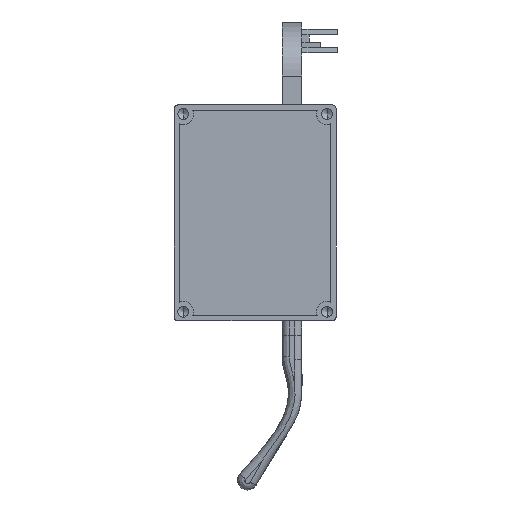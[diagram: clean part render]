
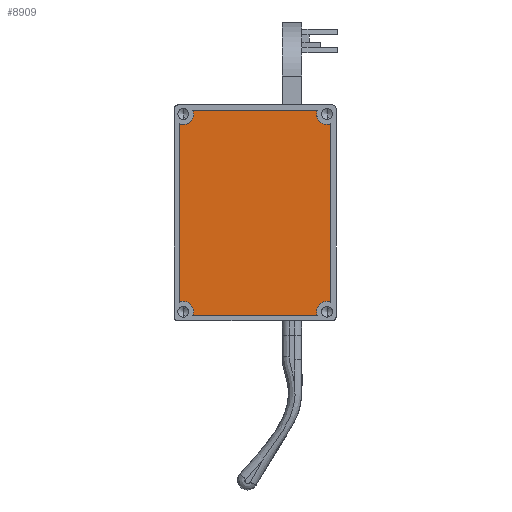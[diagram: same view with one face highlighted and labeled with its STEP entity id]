
A CAD part, left-side view. The second image highlights one B-rep face of the part: STEP entity #8909.
In plain terms, the highlighted planar face has unit normal (-1, 0, 0).
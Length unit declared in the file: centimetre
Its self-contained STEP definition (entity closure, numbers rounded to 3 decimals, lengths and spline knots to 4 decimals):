
#401 = VERTEX_POINT ( 'NONE', #6241 ) ;
#465 = VERTEX_POINT ( 'NONE', #5337 ) ;
#488 = ORIENTED_EDGE ( 'NONE', *, *, #10806, .T. ) ;
#900 = ORIENTED_EDGE ( 'NONE', *, *, #13494, .F. ) ;
#1630 = PLANE ( 'NONE',  #5753 ) ;
#1673 = DIRECTION ( 'NONE',  ( 0., 0., 1. ) ) ;
#1730 = VECTOR ( 'NONE', #4727, 100. ) ;
#1943 = ORIENTED_EDGE ( 'NONE', *, *, #7169, .T. ) ;
#2020 = LINE ( 'NONE', #8630, #5712 ) ;
#2284 = CARTESIAN_POINT ( 'NONE',  ( -7.14, -0.81, -7.96 ) ) ;
#2309 = ORIENTED_EDGE ( 'NONE', *, *, #4782, .F. ) ;
#2500 = EDGE_CURVE ( 'NONE', #3445, #12639, #8137, .T. ) ;
#2603 = DIRECTION ( 'NONE',  ( 0., 0., -1. ) ) ;
#2821 = CARTESIAN_POINT ( 'NONE',  ( -7.14, -0.81, -8.1 ) ) ;
#2920 = CARTESIAN_POINT ( 'NONE',  ( -7.14, 0.41, -2.1 ) ) ;
#2965 = DIRECTION ( 'NONE',  ( 0., 0., 1. ) ) ;
#2986 = LINE ( 'NONE', #2920, #8552 ) ;
#3121 = VERTEX_POINT ( 'NONE', #13072 ) ;
#3211 = CARTESIAN_POINT ( 'NONE',  ( -7.14, 0., -2.24 ) ) ;
#3445 = VERTEX_POINT ( 'NONE', #2284 ) ;
#3449 = DIRECTION ( 'NONE',  ( 0., -1., 0. ) ) ;
#3552 = LINE ( 'NONE', #7821, #6026 ) ;
#3618 = EDGE_CURVE ( 'NONE', #3445, #12276, #12083, .T. ) ;
#4540 = DIRECTION ( 'NONE',  ( 0., 1., 0. ) ) ;
#4564 = FACE_OUTER_BOUND ( 'NONE', #6527, .T. ) ;
#4586 = CARTESIAN_POINT ( 'NONE',  ( -7.14, 0., -7.96 ) ) ;
#4727 = DIRECTION ( 'NONE',  ( 0., 1., 0. ) ) ;
#4782 = EDGE_CURVE ( 'NONE', #12276, #465, #6466, .T. ) ;
#5337 = CARTESIAN_POINT ( 'NONE',  ( -7.14, 3.41, -2.24 ) ) ;
#5712 = VECTOR ( 'NONE', #3449, 100. ) ;
#5753 = AXIS2_PLACEMENT_3D ( 'NONE', #10938, #12190, #2603 ) ;
#5978 = ORIENTED_EDGE ( 'NONE', *, *, #6300, .T. ) ;
#6026 = VECTOR ( 'NONE', #4540, 100. ) ;
#6241 = CARTESIAN_POINT ( 'NONE',  ( -7.14, 0.41, -2.24 ) ) ;
#6300 = EDGE_CURVE ( 'NONE', #401, #465, #3552, .T. ) ;
#6466 = LINE ( 'NONE', #10741, #12259 ) ;
#6495 = LINE ( 'NONE', #3211, #10420 ) ;
#6527 = EDGE_LOOP ( 'NONE', ( #8014, #900, #5978, #2309, #13651, #9790, #488, #1943 ) ) ;
#6984 = LINE ( 'NONE', #11259, #13542 ) ;
#7169 = EDGE_CURVE ( 'NONE', #13818, #9787, #6984, .T. ) ;
#7821 = CARTESIAN_POINT ( 'NONE',  ( -7.14, 0., -2.24 ) ) ;
#8014 = ORIENTED_EDGE ( 'NONE', *, *, #11199, .F. ) ;
#8137 = LINE ( 'NONE', #2821, #11754 ) ;
#8492 = CARTESIAN_POINT ( 'NONE',  ( -7.14, 0.14, -2.1 ) ) ;
#8552 = VECTOR ( 'NONE', #12583, 100. ) ;
#8630 = CARTESIAN_POINT ( 'NONE',  ( -7.14, 0.55, -2.1 ) ) ;
#8909 = ADVANCED_FACE ( 'NONE', ( #4564 ), #1630, .F. ) ;
#9557 = DIRECTION ( 'NONE',  ( 0., 0., 1. ) ) ;
#9787 = VERTEX_POINT ( 'NONE', #8492 ) ;
#9790 = ORIENTED_EDGE ( 'NONE', *, *, #2500, .T. ) ;
#10420 = VECTOR ( 'NONE', #10838, 100. ) ;
#10613 = CARTESIAN_POINT ( 'NONE',  ( -7.14, -0.81, -2.24 ) ) ;
#10670 = CARTESIAN_POINT ( 'NONE',  ( -7.14, 0.14, -2.24 ) ) ;
#10741 = CARTESIAN_POINT ( 'NONE',  ( -7.14, 3.41, -2.1 ) ) ;
#10806 = EDGE_CURVE ( 'NONE', #12639, #13818, #6495, .T. ) ;
#10827 = CARTESIAN_POINT ( 'NONE',  ( -7.14, 3.41, -7.96 ) ) ;
#10838 = DIRECTION ( 'NONE',  ( 0., 1., 0. ) ) ;
#10938 = CARTESIAN_POINT ( 'NONE',  ( -7.14, 0.55, -2.1 ) ) ;
#11199 = EDGE_CURVE ( 'NONE', #3121, #9787, #2020, .T. ) ;
#11259 = CARTESIAN_POINT ( 'NONE',  ( -7.14, 0.14, -2.1 ) ) ;
#11754 = VECTOR ( 'NONE', #2965, 100. ) ;
#12083 = LINE ( 'NONE', #4586, #1730 ) ;
#12190 = DIRECTION ( 'NONE',  ( 1., 0., 0. ) ) ;
#12259 = VECTOR ( 'NONE', #9557, 100. ) ;
#12276 = VERTEX_POINT ( 'NONE', #10827 ) ;
#12583 = DIRECTION ( 'NONE',  ( 0., 0., 1. ) ) ;
#12639 = VERTEX_POINT ( 'NONE', #10613 ) ;
#13072 = CARTESIAN_POINT ( 'NONE',  ( -7.14, 0.41, -2.1 ) ) ;
#13494 = EDGE_CURVE ( 'NONE', #401, #3121, #2986, .T. ) ;
#13542 = VECTOR ( 'NONE', #1673, 100. ) ;
#13651 = ORIENTED_EDGE ( 'NONE', *, *, #3618, .F. ) ;
#13818 = VERTEX_POINT ( 'NONE', #10670 ) ;
